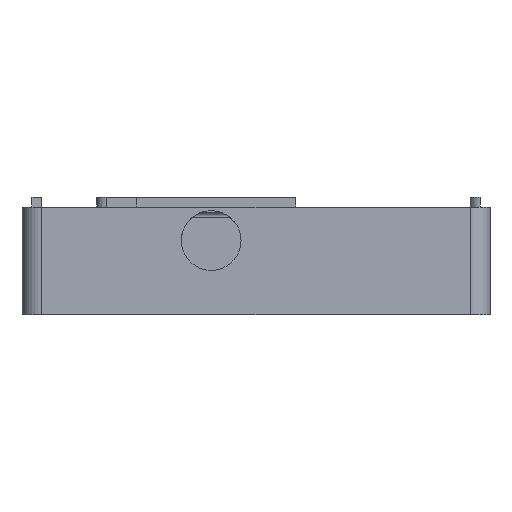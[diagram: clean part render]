
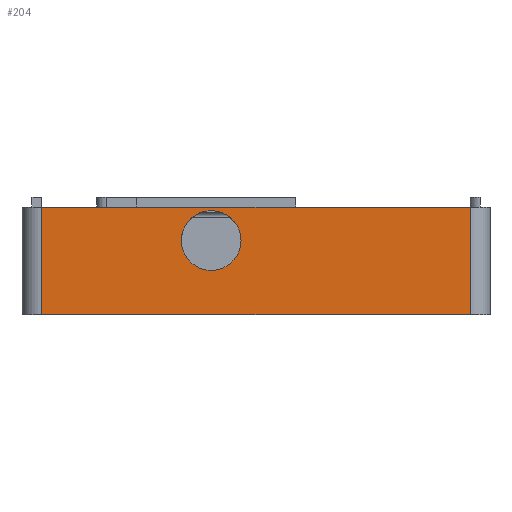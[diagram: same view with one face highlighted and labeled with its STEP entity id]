
A CAD part, front view. The second image highlights one B-rep face of the part: STEP entity #204.
In plain terms, the highlighted planar face has unit normal (0, -1, 0).
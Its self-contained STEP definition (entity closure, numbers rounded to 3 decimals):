
#55=AXIS2_PLACEMENT_3D('Circle Axis2P3D',#53,#54,$) ;
#145=AXIS2_PLACEMENT_3D('Circle Axis2P3D',#143,#144,$) ;
#164=AXIS2_PLACEMENT_3D('Plane Axis2P3D',#161,#162,#163) ;
#50=CARTESIAN_POINT('Vertex',(22.99,-6.,14.909)) ;
#53=CARTESIAN_POINT('Axis2P3D Location',(28.99,-6.,14.909)) ;
#57=CARTESIAN_POINT('Vertex',(34.99,-6.,14.909)) ;
#143=CARTESIAN_POINT('Axis2P3D Location',(28.99,-6.,14.909)) ;
#161=CARTESIAN_POINT('Axis2P3D Location',(85.,-6.,0.)) ;
#166=CARTESIAN_POINT('Line Origine',(-5.,-6.,10.8)) ;
#170=CARTESIAN_POINT('Vertex',(-5.,-6.,0.)) ;
#172=CARTESIAN_POINT('Vertex',(-5.,-6.,21.6)) ;
#175=CARTESIAN_POINT('Line Origine',(38.,-6.,0.)) ;
#179=CARTESIAN_POINT('Vertex',(81.,-6.,0.)) ;
#182=CARTESIAN_POINT('Line Origine',(81.,-6.,10.8)) ;
#186=CARTESIAN_POINT('Vertex',(81.,-6.,21.6)) ;
#189=CARTESIAN_POINT('Line Origine',(38.,-6.,21.6)) ;
#54=DIRECTION('Axis2P3D Direction',(0.,-1.,0.)) ;
#144=DIRECTION('Axis2P3D Direction',(0.,-1.,0.)) ;
#162=DIRECTION('Axis2P3D Direction',(0.,1.,-0.)) ;
#163=DIRECTION('Axis2P3D XDirection',(-1.,0.,0.)) ;
#167=DIRECTION('Vector Direction',(0.,0.,1.)) ;
#176=DIRECTION('Vector Direction',(-1.,0.,0.)) ;
#183=DIRECTION('Vector Direction',(0.,0.,1.)) ;
#190=DIRECTION('Vector Direction',(-1.,0.,0.)) ;
#168=VECTOR('Line Direction',#167,1.) ;
#177=VECTOR('Line Direction',#176,1.) ;
#184=VECTOR('Line Direction',#183,1.) ;
#191=VECTOR('Line Direction',#190,1.) ;
#194=EDGE_LOOP('',(#195,#196,#197,#198)) ;
#200=EDGE_LOOP('',(#201,#202)) ;
#195=ORIENTED_EDGE('',*,*,#174,.F.) ;
#196=ORIENTED_EDGE('',*,*,#181,.T.) ;
#197=ORIENTED_EDGE('',*,*,#188,.T.) ;
#198=ORIENTED_EDGE('',*,*,#193,.F.) ;
#201=ORIENTED_EDGE('',*,*,#59,.F.) ;
#202=ORIENTED_EDGE('',*,*,#147,.F.) ;
#59=EDGE_CURVE('',#51,#58,#56,.T.) ;
#147=EDGE_CURVE('',#58,#51,#146,.T.) ;
#174=EDGE_CURVE('',#171,#173,#169,.T.) ;
#181=EDGE_CURVE('',#171,#180,#178,.F.) ;
#188=EDGE_CURVE('',#180,#187,#185,.T.) ;
#193=EDGE_CURVE('',#173,#187,#192,.F.) ;
#203=FACE_BOUND('',#200,.T.) ;
#51=VERTEX_POINT('',#50) ;
#58=VERTEX_POINT('',#57) ;
#171=VERTEX_POINT('',#170) ;
#173=VERTEX_POINT('',#172) ;
#180=VERTEX_POINT('',#179) ;
#187=VERTEX_POINT('',#186) ;
#169=LINE('Line',#166,#168) ;
#178=LINE('Line',#175,#177) ;
#185=LINE('Line',#182,#184) ;
#192=LINE('Line',#189,#191) ;
#165=PLANE('',#164) ;
#56=CIRCLE('generated circle',#55,6.) ;
#146=CIRCLE('generated circle',#145,6.) ;
#199=FACE_OUTER_BOUND('',#194,.T.) ;
#204=ADVANCED_FACE('Corps principal',(#199,#203),#165,.F.) ;
